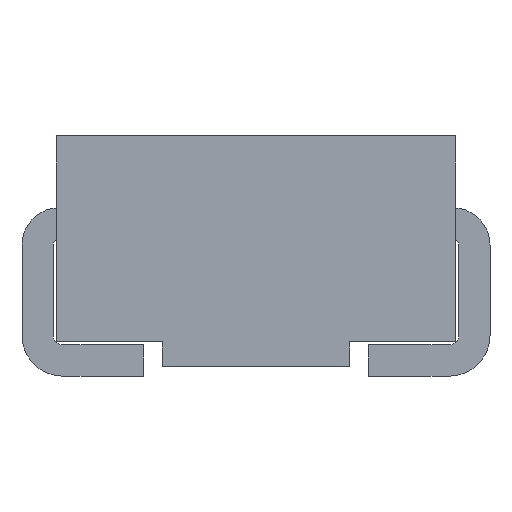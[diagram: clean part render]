
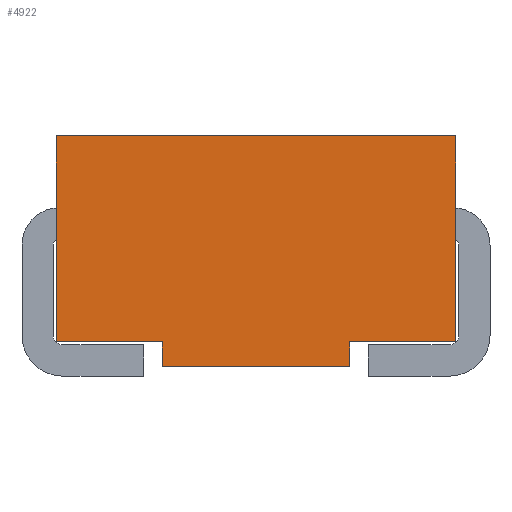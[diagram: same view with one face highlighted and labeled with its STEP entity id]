
A CAD part, front view. The second image highlights one B-rep face of the part: STEP entity #4922.
In plain terms, the highlighted planar face has unit normal (0, -1, 0).
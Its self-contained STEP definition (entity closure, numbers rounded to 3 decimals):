
#4061 = VERTEX_POINT('',#4062);
#4062 = CARTESIAN_POINT('',(-0.9,-1.4,0.1));
#4071 = PLANE('',#4072);
#4072 = AXIS2_PLACEMENT_3D('',#4073,#4074,#4075);
#4073 = CARTESIAN_POINT('',(-0.9,-1.4,0.1));
#4074 = DIRECTION('',(0.,0.,1.));
#4075 = DIRECTION('',(1.,0.,0.));
#4083 = PLANE('',#4084);
#4084 = AXIS2_PLACEMENT_3D('',#4085,#4086,#4087);
#4085 = CARTESIAN_POINT('',(-0.9,-1.4,0.1));
#4086 = DIRECTION('',(1.,0.,0.));
#4087 = DIRECTION('',(0.,0.,1.));
#4095 = EDGE_CURVE('',#4061,#4096,#4098,.T.);
#4096 = VERTEX_POINT('',#4097);
#4097 = CARTESIAN_POINT('',(0.6,-1.4,0.1));
#4098 = SURFACE_CURVE('',#4099,(#4103,#4110),.PCURVE_S1.);
#4099 = LINE('',#4100,#4101);
#4100 = CARTESIAN_POINT('',(-0.9,-1.4,0.1));
#4101 = VECTOR('',#4102,1.);
#4102 = DIRECTION('',(1.,0.,0.));
#4103 = PCURVE('',#4071,#4104);
#4104 = DEFINITIONAL_REPRESENTATION('',(#4105),#4109);
#4105 = LINE('',#4106,#4107);
#4106 = CARTESIAN_POINT('',(0.,0.));
#4107 = VECTOR('',#4108,1.);
#4108 = DIRECTION('',(1.,0.));
#4109 = ( GEOMETRIC_REPRESENTATION_CONTEXT(2) 
PARAMETRIC_REPRESENTATION_CONTEXT() REPRESENTATION_CONTEXT('2D SPACE',''
  ) );
#4110 = PCURVE('',#4111,#4116);
#4111 = PLANE('',#4112);
#4112 = AXIS2_PLACEMENT_3D('',#4113,#4114,#4115);
#4113 = CARTESIAN_POINT('',(0.6,-1.4,0.1));
#4114 = DIRECTION('',(0.,-1.,0.));
#4115 = DIRECTION('',(0.,-0.,-1.));
#4116 = DEFINITIONAL_REPRESENTATION('',(#4117),#4121);
#4117 = LINE('',#4118,#4119);
#4118 = CARTESIAN_POINT('',(0.,-1.5));
#4119 = VECTOR('',#4120,1.);
#4120 = DIRECTION('',(0.,1.));
#4121 = ( GEOMETRIC_REPRESENTATION_CONTEXT(2) 
PARAMETRIC_REPRESENTATION_CONTEXT() REPRESENTATION_CONTEXT('2D SPACE',''
  ) );
#4139 = PLANE('',#4140);
#4140 = AXIS2_PLACEMENT_3D('',#4141,#4142,#4143);
#4141 = CARTESIAN_POINT('',(0.6,-1.4,0.1));
#4142 = DIRECTION('',(1.,0.,0.));
#4143 = DIRECTION('',(0.,0.,1.));
#4180 = EDGE_CURVE('',#4061,#4181,#4183,.T.);
#4181 = VERTEX_POINT('',#4182);
#4182 = CARTESIAN_POINT('',(-0.9,-1.4,0.3));
#4183 = SURFACE_CURVE('',#4184,(#4188,#4195),.PCURVE_S1.);
#4184 = LINE('',#4185,#4186);
#4185 = CARTESIAN_POINT('',(-0.9,-1.4,0.1));
#4186 = VECTOR('',#4187,1.);
#4187 = DIRECTION('',(0.,0.,1.));
#4188 = PCURVE('',#4083,#4189);
#4189 = DEFINITIONAL_REPRESENTATION('',(#4190),#4194);
#4190 = LINE('',#4191,#4192);
#4191 = CARTESIAN_POINT('',(0.,0.));
#4192 = VECTOR('',#4193,1.);
#4193 = DIRECTION('',(1.,0.));
#4194 = ( GEOMETRIC_REPRESENTATION_CONTEXT(2) 
PARAMETRIC_REPRESENTATION_CONTEXT() REPRESENTATION_CONTEXT('2D SPACE',''
  ) );
#4195 = PCURVE('',#4111,#4196);
#4196 = DEFINITIONAL_REPRESENTATION('',(#4197),#4201);
#4197 = LINE('',#4198,#4199);
#4198 = CARTESIAN_POINT('',(0.,-1.5));
#4199 = VECTOR('',#4200,1.);
#4200 = DIRECTION('',(-1.,0.));
#4201 = ( GEOMETRIC_REPRESENTATION_CONTEXT(2) 
PARAMETRIC_REPRESENTATION_CONTEXT() REPRESENTATION_CONTEXT('2D SPACE',''
  ) );
#4240 = PLANE('',#4241);
#4241 = AXIS2_PLACEMENT_3D('',#4242,#4243,#4244);
#4242 = CARTESIAN_POINT('',(-1.75,-1.4,0.3));
#4243 = DIRECTION('',(0.,0.,1.));
#4244 = DIRECTION('',(1.,0.,0.));
#4254 = EDGE_CURVE('',#4096,#4255,#4257,.T.);
#4255 = VERTEX_POINT('',#4256);
#4256 = CARTESIAN_POINT('',(0.6,-1.4,0.3));
#4257 = SURFACE_CURVE('',#4258,(#4262,#4269),.PCURVE_S1.);
#4258 = LINE('',#4259,#4260);
#4259 = CARTESIAN_POINT('',(0.6,-1.4,0.1));
#4260 = VECTOR('',#4261,1.);
#4261 = DIRECTION('',(0.,0.,1.));
#4262 = PCURVE('',#4139,#4263);
#4263 = DEFINITIONAL_REPRESENTATION('',(#4264),#4268);
#4264 = LINE('',#4265,#4266);
#4265 = CARTESIAN_POINT('',(0.,0.));
#4266 = VECTOR('',#4267,1.);
#4267 = DIRECTION('',(1.,0.));
#4268 = ( GEOMETRIC_REPRESENTATION_CONTEXT(2) 
PARAMETRIC_REPRESENTATION_CONTEXT() REPRESENTATION_CONTEXT('2D SPACE',''
  ) );
#4269 = PCURVE('',#4111,#4270);
#4270 = DEFINITIONAL_REPRESENTATION('',(#4271),#4275);
#4271 = LINE('',#4272,#4273);
#4272 = CARTESIAN_POINT('',(0.,0.));
#4273 = VECTOR('',#4274,1.);
#4274 = DIRECTION('',(-1.,0.));
#4275 = ( GEOMETRIC_REPRESENTATION_CONTEXT(2) 
PARAMETRIC_REPRESENTATION_CONTEXT() REPRESENTATION_CONTEXT('2D SPACE',''
  ) );
#4314 = PLANE('',#4315);
#4315 = AXIS2_PLACEMENT_3D('',#4316,#4317,#4318);
#4316 = CARTESIAN_POINT('',(-1.75,-1.4,0.3));
#4317 = DIRECTION('',(0.,0.,1.));
#4318 = DIRECTION('',(1.,0.,0.));
#4352 = VERTEX_POINT('',#4353);
#4353 = CARTESIAN_POINT('',(-1.75,-1.4,0.3));
#4367 = PLANE('',#4368);
#4368 = AXIS2_PLACEMENT_3D('',#4369,#4370,#4371);
#4369 = CARTESIAN_POINT('',(-1.75,-1.4,0.3));
#4370 = DIRECTION('',(1.,0.,0.));
#4371 = DIRECTION('',(0.,0.,1.));
#4379 = EDGE_CURVE('',#4352,#4181,#4380,.T.);
#4380 = SURFACE_CURVE('',#4381,(#4385,#4392),.PCURVE_S1.);
#4381 = LINE('',#4382,#4383);
#4382 = CARTESIAN_POINT('',(-1.75,-1.4,0.3));
#4383 = VECTOR('',#4384,1.);
#4384 = DIRECTION('',(1.,0.,0.));
#4385 = PCURVE('',#4240,#4386);
#4386 = DEFINITIONAL_REPRESENTATION('',(#4387),#4391);
#4387 = LINE('',#4388,#4389);
#4388 = CARTESIAN_POINT('',(0.,0.));
#4389 = VECTOR('',#4390,1.);
#4390 = DIRECTION('',(1.,0.));
#4391 = ( GEOMETRIC_REPRESENTATION_CONTEXT(2) 
PARAMETRIC_REPRESENTATION_CONTEXT() REPRESENTATION_CONTEXT('2D SPACE',''
  ) );
#4392 = PCURVE('',#4111,#4393);
#4393 = DEFINITIONAL_REPRESENTATION('',(#4394),#4398);
#4394 = LINE('',#4395,#4396);
#4395 = CARTESIAN_POINT('',(-0.2,-2.35));
#4396 = VECTOR('',#4397,1.);
#4397 = DIRECTION('',(0.,1.));
#4398 = ( GEOMETRIC_REPRESENTATION_CONTEXT(2) 
PARAMETRIC_REPRESENTATION_CONTEXT() REPRESENTATION_CONTEXT('2D SPACE',''
  ) );
#4428 = EDGE_CURVE('',#4255,#4429,#4431,.T.);
#4429 = VERTEX_POINT('',#4430);
#4430 = CARTESIAN_POINT('',(1.45,-1.4,0.3));
#4431 = SURFACE_CURVE('',#4432,(#4436,#4443),.PCURVE_S1.);
#4432 = LINE('',#4433,#4434);
#4433 = CARTESIAN_POINT('',(-1.75,-1.4,0.3));
#4434 = VECTOR('',#4435,1.);
#4435 = DIRECTION('',(1.,0.,0.));
#4436 = PCURVE('',#4314,#4437);
#4437 = DEFINITIONAL_REPRESENTATION('',(#4438),#4442);
#4438 = LINE('',#4439,#4440);
#4439 = CARTESIAN_POINT('',(0.,0.));
#4440 = VECTOR('',#4441,1.);
#4441 = DIRECTION('',(1.,0.));
#4442 = ( GEOMETRIC_REPRESENTATION_CONTEXT(2) 
PARAMETRIC_REPRESENTATION_CONTEXT() REPRESENTATION_CONTEXT('2D SPACE',''
  ) );
#4443 = PCURVE('',#4111,#4444);
#4444 = DEFINITIONAL_REPRESENTATION('',(#4445),#4449);
#4445 = LINE('',#4446,#4447);
#4446 = CARTESIAN_POINT('',(-0.2,-2.35));
#4447 = VECTOR('',#4448,1.);
#4448 = DIRECTION('',(0.,1.));
#4449 = ( GEOMETRIC_REPRESENTATION_CONTEXT(2) 
PARAMETRIC_REPRESENTATION_CONTEXT() REPRESENTATION_CONTEXT('2D SPACE',''
  ) );
#4465 = PLANE('',#4466);
#4466 = AXIS2_PLACEMENT_3D('',#4467,#4468,#4469);
#4467 = CARTESIAN_POINT('',(1.45,-1.4,0.3));
#4468 = DIRECTION('',(1.,0.,0.));
#4469 = DIRECTION('',(0.,0.,1.));
#4481 = VERTEX_POINT('',#4482);
#4482 = CARTESIAN_POINT('',(-1.75,-1.4,1.95));
#4498 = PLANE('',#4499);
#4499 = AXIS2_PLACEMENT_3D('',#4500,#4501,#4502);
#4500 = CARTESIAN_POINT('',(-1.75,-1.4,1.95));
#4501 = DIRECTION('',(0.,0.,1.));
#4502 = DIRECTION('',(1.,0.,0.));
#4510 = EDGE_CURVE('',#4352,#4481,#4511,.T.);
#4511 = SURFACE_CURVE('',#4512,(#4516,#4523),.PCURVE_S1.);
#4512 = LINE('',#4513,#4514);
#4513 = CARTESIAN_POINT('',(-1.75,-1.4,0.3));
#4514 = VECTOR('',#4515,1.);
#4515 = DIRECTION('',(0.,0.,1.));
#4516 = PCURVE('',#4367,#4517);
#4517 = DEFINITIONAL_REPRESENTATION('',(#4518),#4522);
#4518 = LINE('',#4519,#4520);
#4519 = CARTESIAN_POINT('',(0.,0.));
#4520 = VECTOR('',#4521,1.);
#4521 = DIRECTION('',(1.,0.));
#4522 = ( GEOMETRIC_REPRESENTATION_CONTEXT(2) 
PARAMETRIC_REPRESENTATION_CONTEXT() REPRESENTATION_CONTEXT('2D SPACE',''
  ) );
#4523 = PCURVE('',#4111,#4524);
#4524 = DEFINITIONAL_REPRESENTATION('',(#4525),#4529);
#4525 = LINE('',#4526,#4527);
#4526 = CARTESIAN_POINT('',(-0.2,-2.35));
#4527 = VECTOR('',#4528,1.);
#4528 = DIRECTION('',(-1.,0.));
#4529 = ( GEOMETRIC_REPRESENTATION_CONTEXT(2) 
PARAMETRIC_REPRESENTATION_CONTEXT() REPRESENTATION_CONTEXT('2D SPACE',''
  ) );
#4610 = EDGE_CURVE('',#4429,#4611,#4613,.T.);
#4611 = VERTEX_POINT('',#4612);
#4612 = CARTESIAN_POINT('',(1.45,-1.4,1.95));
#4613 = SURFACE_CURVE('',#4614,(#4618,#4625),.PCURVE_S1.);
#4614 = LINE('',#4615,#4616);
#4615 = CARTESIAN_POINT('',(1.45,-1.4,0.3));
#4616 = VECTOR('',#4617,1.);
#4617 = DIRECTION('',(0.,0.,1.));
#4618 = PCURVE('',#4465,#4619);
#4619 = DEFINITIONAL_REPRESENTATION('',(#4620),#4624);
#4620 = LINE('',#4621,#4622);
#4621 = CARTESIAN_POINT('',(0.,0.));
#4622 = VECTOR('',#4623,1.);
#4623 = DIRECTION('',(1.,0.));
#4624 = ( GEOMETRIC_REPRESENTATION_CONTEXT(2) 
PARAMETRIC_REPRESENTATION_CONTEXT() REPRESENTATION_CONTEXT('2D SPACE',''
  ) );
#4625 = PCURVE('',#4111,#4626);
#4626 = DEFINITIONAL_REPRESENTATION('',(#4627),#4631);
#4627 = LINE('',#4628,#4629);
#4628 = CARTESIAN_POINT('',(-0.2,0.85));
#4629 = VECTOR('',#4630,1.);
#4630 = DIRECTION('',(-1.,0.));
#4631 = ( GEOMETRIC_REPRESENTATION_CONTEXT(2) 
PARAMETRIC_REPRESENTATION_CONTEXT() REPRESENTATION_CONTEXT('2D SPACE',''
  ) );
#4682 = EDGE_CURVE('',#4481,#4611,#4683,.T.);
#4683 = SURFACE_CURVE('',#4684,(#4688,#4695),.PCURVE_S1.);
#4684 = LINE('',#4685,#4686);
#4685 = CARTESIAN_POINT('',(-1.75,-1.4,1.95));
#4686 = VECTOR('',#4687,1.);
#4687 = DIRECTION('',(1.,0.,0.));
#4688 = PCURVE('',#4498,#4689);
#4689 = DEFINITIONAL_REPRESENTATION('',(#4690),#4694);
#4690 = LINE('',#4691,#4692);
#4691 = CARTESIAN_POINT('',(0.,0.));
#4692 = VECTOR('',#4693,1.);
#4693 = DIRECTION('',(1.,0.));
#4694 = ( GEOMETRIC_REPRESENTATION_CONTEXT(2) 
PARAMETRIC_REPRESENTATION_CONTEXT() REPRESENTATION_CONTEXT('2D SPACE',''
  ) );
#4695 = PCURVE('',#4111,#4696);
#4696 = DEFINITIONAL_REPRESENTATION('',(#4697),#4701);
#4697 = LINE('',#4698,#4699);
#4698 = CARTESIAN_POINT('',(-1.85,-2.35));
#4699 = VECTOR('',#4700,1.);
#4700 = DIRECTION('',(0.,1.));
#4701 = ( GEOMETRIC_REPRESENTATION_CONTEXT(2) 
PARAMETRIC_REPRESENTATION_CONTEXT() REPRESENTATION_CONTEXT('2D SPACE',''
  ) );
#4922 = ADVANCED_FACE('',(#4923),#4111,.T.);
#4923 = FACE_BOUND('',#4924,.T.);
#4924 = EDGE_LOOP('',(#4925,#4926,#4927,#4928,#4929,#4930,#4931,#4932));
#4925 = ORIENTED_EDGE('',*,*,#4254,.T.);
#4926 = ORIENTED_EDGE('',*,*,#4428,.T.);
#4927 = ORIENTED_EDGE('',*,*,#4610,.T.);
#4928 = ORIENTED_EDGE('',*,*,#4682,.F.);
#4929 = ORIENTED_EDGE('',*,*,#4510,.F.);
#4930 = ORIENTED_EDGE('',*,*,#4379,.T.);
#4931 = ORIENTED_EDGE('',*,*,#4180,.F.);
#4932 = ORIENTED_EDGE('',*,*,#4095,.T.);
